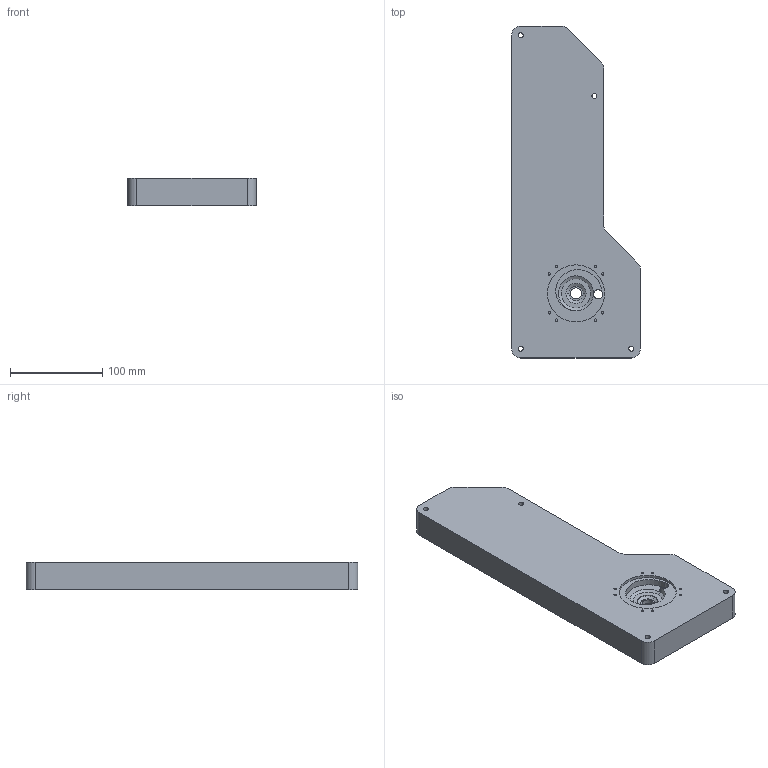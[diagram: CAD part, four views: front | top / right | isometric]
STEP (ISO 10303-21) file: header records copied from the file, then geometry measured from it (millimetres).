
FILE_DESCRIPTION (( 'STEP AP214' ), '1' );
FILE_NAME ('reservoir EK-redessinage pompe.STEP', '2019-01-05T19:47:45', ( '' ), ( '' ), 'SwSTEP 2.0', 'SolidWorks 2017', '' );
FILE_SCHEMA (( 'AUTOMOTIVE_DESIGN' ));
Length unit declared in the file: millimetre
Products named in the file (1): reservoir EK-redessinage pompe
Bounding box: 140 x 360 x 30 mm (x, y, z)
Volume: 1009540.5 mm3; surface area: 146121.9 mm2
Topology: 1 solids, 1 shells, 515 faces, 1304 edges, 867 vertices
Faces by surface type: cylinder 283, plane 226, cone 6
Entity records: 15804 total; most frequent: DIRECTION 2904, CARTESIAN_POINT 2728, ORIENTED_EDGE 2608, EDGE_CURVE 1304, AXIS2_PLACEMENT_3D 1089, VERTEX_POINT 867, LINE 726, VECTOR 726
